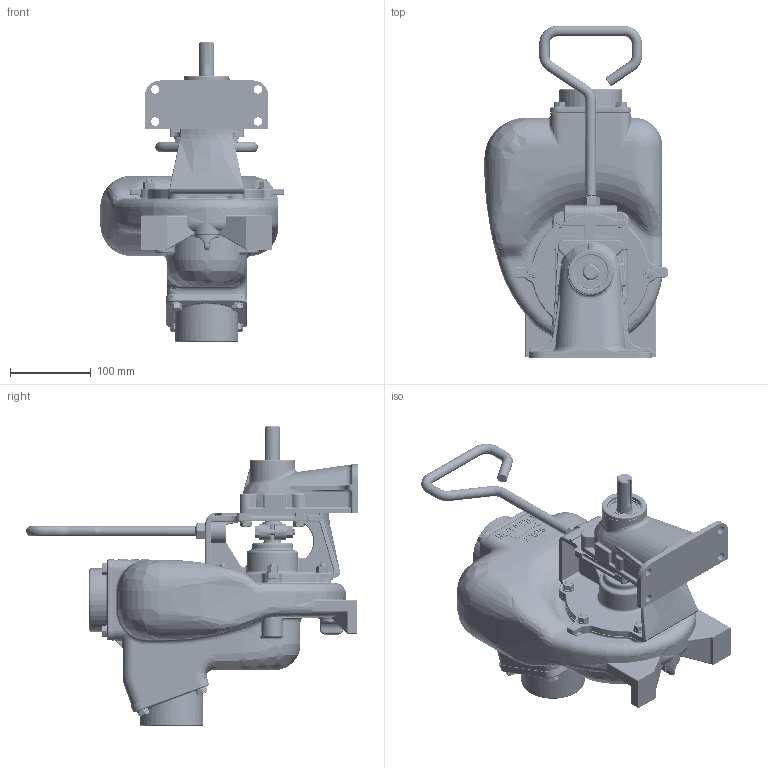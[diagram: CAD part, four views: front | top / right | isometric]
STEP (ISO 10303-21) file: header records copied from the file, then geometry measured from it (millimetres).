
FILE_DESCRIPTION(/* description */ ('2" PUMP HOUSING'),/* implementation_level */ '2;1');
FILE_NAME(/* name */ '200PBI.stp',/* time_stamp */ '2016-04-12T13:34:15-04:00',/* author */ ('DCerny'),/* organization */ (''),/* preprocessor_version */ 'ST-DEVELOPER v16.1',/* originating_system */ 'Autodesk Inventor 2016',/* authorisation */ '');
FILE_SCHEMA (('AUTOMOTIVE_DESIGN { 1 0 10303 214 3 1 1 }'));
Products named in the file (44): 17026; 17011; 17016X; 17021; 17020; 18016; V07019; V07018; 17016; 17013; 17000; 17002; 17130; 17019; 17042; V10118; 15022; 17004; 17006; 17008; 17009B; 17010; 17018; V10119; 200xpoil; 17135; 17023A; 17023B; 17029; 17123; UV15163; 12777; 200XPOI; 12882R; 12883R; 6004_RSL_PART1; 6004_RSL_PART2; 6004_RSL_PART3; 6004_RSL_PART4; OLD 12883B ...
Assembly tree (96 placements, depth 5):
  200PBI
    200XPOI
      200xpoil
        17026
        17011
        17016
          17016X
          17021
          17020
          18016
          V07019
          V07018
        17013
        17000
        17002
        17130  x2
        17019  x8
        17042  x6
        V10118  x14
        15022
        17004
        17006
        17008
        17009B
        17010
        17018
        V10119  x6
      17135
      17123
        17023A
        17023B
        17029  x2
        V10118  x2
        V10119  x2
      UV15163
      12777
      17018
    12882A
      12882R
      12883R
      OLD 12883B  x2
        6004_RSL_PART1
        6004_RSL_PART2
        6004_RSL_PART3
        6004_RSL_PART4
      12884
    17040  x4
    V10118  x4
Bounding box: 226.64 x 410.33 x 370.32 mm (x, y, z)
Volume: 2806137.8 mm3; surface area: 948931 mm2
Topology: 101 solids, 104 shells, 6787 faces, 15691 edges, 9067 vertices
Faces by surface type: cylinder 2377, cone 1708, plane 1280, bspline 946, torus 374, sphere 102
Full cylindrical faces by diameter (mm): 4.762 x3, 6.401 x16, 6.782 x5, 6.858 x2, 7.144 x1, 7.938 x16, 8.89 x4, 9.128 x12, 9.525 x10, 9.906 x1, 10.319 x4, 10.592 x1, 12.7 x7, 13.716 x2, 14.351 x2, 19.05 x2, 19.152 x1, 20 x2, 20.002 x2, 24.9 x6, 25.4 x5, 25.527 x1, 26.987 x1, 27.2 x4, 28.448 x1, 28.575 x2, 28.702 x1, 31.75 x1, 33.071 x2, 33.337 x2
Entity records: 181289 total; most frequent: CARTESIAN_POINT 88235, ORIENTED_EDGE 19542, DIRECTION 17729, EDGE_CURVE 9769, AXIS2_PLACEMENT_3D 6914, VERTEX_POINT 6015, EDGE_LOOP 4826, FACE_OUTER_BOUND 4247
